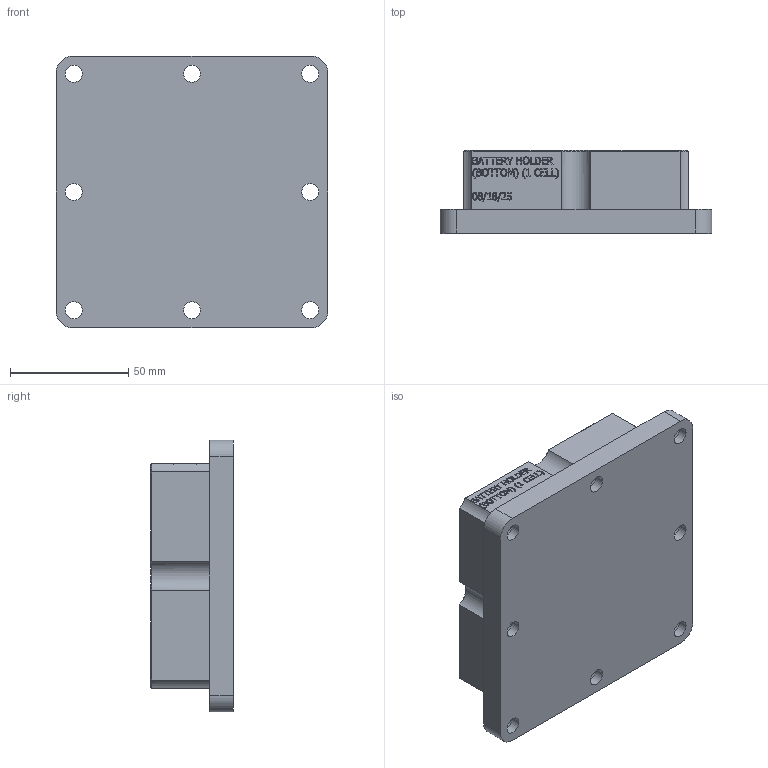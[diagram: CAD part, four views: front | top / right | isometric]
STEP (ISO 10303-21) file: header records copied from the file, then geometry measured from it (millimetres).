
FILE_DESCRIPTION(/* description */ (''),/* implementation_level */ '2;1');
FILE_NAME(/* name */ 'Battery Holder (Bottom) 1 Cell.stp',/* time_stamp */ '2025-08-18T10:33:57-04:00',/* author */ ('mayhe'),/* organization */ (''),/* preprocessor_version */ 'ST-DEVELOPER v20',/* originating_system */ 'Autodesk Inventor 2025',/* authorisation */ '');
FILE_SCHEMA (('AUTOMOTIVE_DESIGN { 1 0 10303 214 3 1 1 }'));
Length unit declared in the file: millimetre
Products named in the file (1): Battery Holder
Bounding box: 115 x 35 x 115 mm (x, y, z)
Volume: 338249.4 mm3; surface area: 44865 mm2
Topology: 1 solids, 1 shells, 556 faces, 1489 edges, 987 vertices
Faces by surface type: plane 318, bspline 208, cylinder 21, cone 9
Full cylindrical faces by diameter (mm): 7.125 x8, 13 x8, 19 x1
Entity records: 18363 total; most frequent: CARTESIAN_POINT 5785, ORIENTED_EDGE 2978, DIRECTION 1822, EDGE_CURVE 1489, LINE 990, VECTOR 990, VERTEX_POINT 987, EDGE_LOOP 624
